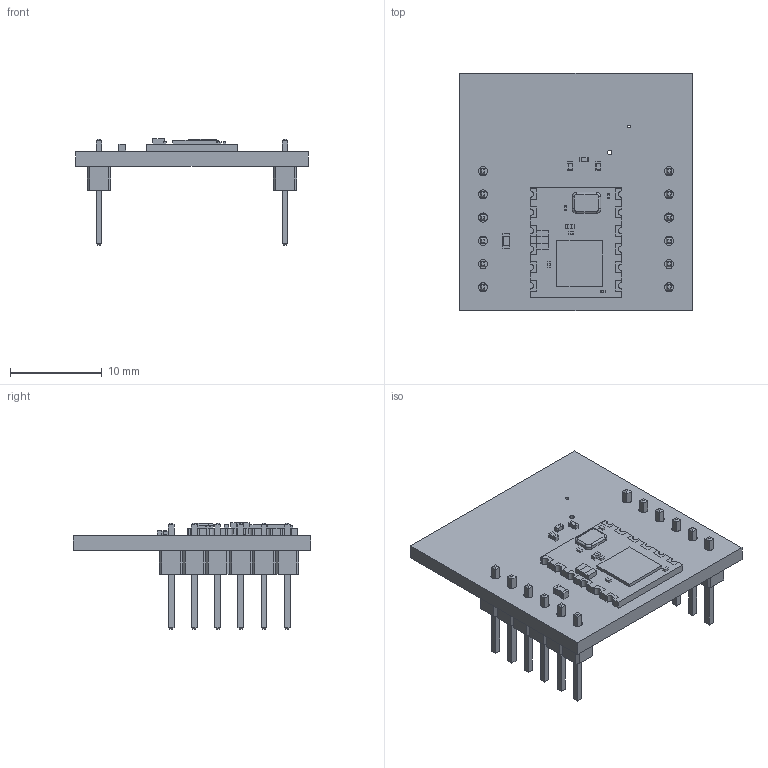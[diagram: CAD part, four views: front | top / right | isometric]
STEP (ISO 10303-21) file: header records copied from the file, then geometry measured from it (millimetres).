
FILE_DESCRIPTION(('KiCad electronic assembly'),'2;1');
FILE_NAME('air602bob.step','2018-12-02T14:32:43',('An Author'),( 'A Company'),'Open CASCADE STEP processor 6.8', 'KiCad to STEP converter','Unknown');
FILE_SCHEMA(('AUTOMOTIVE_DESIGN_CC2 { 1 2 10303 214 -1 1 5 4 }'));
Length unit declared in the file: millimetre
Products named in the file (12): Open CASCADE STEP translator 6.8 1; C_0603_1608Metric; SOLID; C_0402_1005Metric; PinHeader_1x06_P2.54mm_Vertical; L_0402_1005Metric; air602; COMPOUND
Assembly tree (13 placements, depth 3):
  Open CASCADE STEP translator 6.8 1
    C_0603_1608Metric
      SOLID
    C_0402_1005Metric  x2
      SOLID
    PinHeader_1x06_P2.54mm_Vertical  x2
      SOLID
    L_0402_1005Metric
      SOLID
    air602
      COMPOUND
    COMPOUND
Bounding box: 25.4 x 25.91 x 11.59 mm (x, y, z)
Volume: 1383.4 mm3; surface area: 2500.9 mm2
Topology: 34 solids, 34 shells, 720 faces, 1726 edges, 1114 vertices
Faces by surface type: plane 634, cylinder 82, torus 4
Full cylindrical faces by diameter (mm): 0.3 x1, 0.5 x1, 1 x12
Entity records: 40275 total; most frequent: CARTESIAN_POINT 11328, DIRECTION 4876, LINE 3384, VECTOR 3384, ORIENTED_EDGE 2600, PCURVE 2600, DEFINITIONAL_REPRESENTATION 2600, EDGE_CURVE 1300
